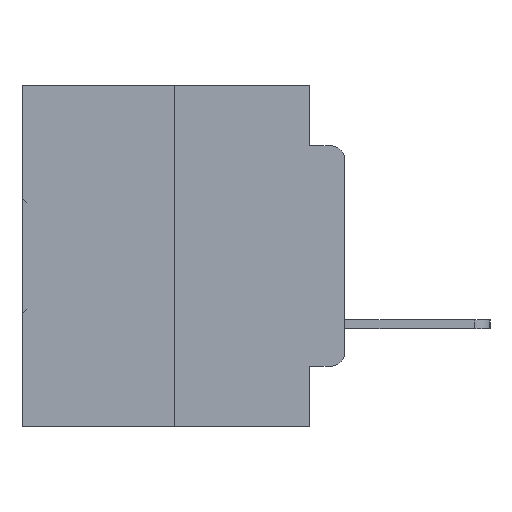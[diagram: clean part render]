
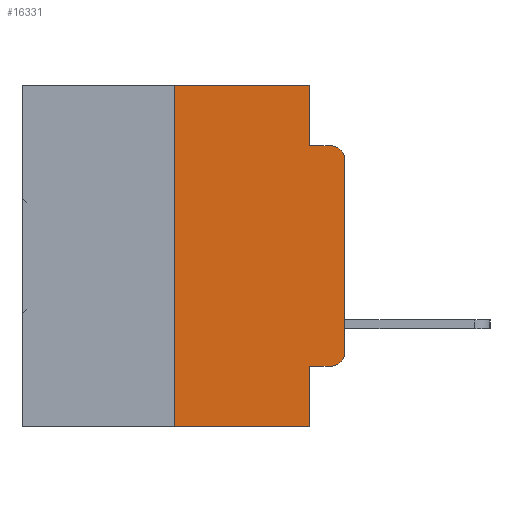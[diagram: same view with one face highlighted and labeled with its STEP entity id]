
A CAD part, left-side view. The second image highlights one B-rep face of the part: STEP entity #16331.
In plain terms, the highlighted planar face has unit normal (-1, 0, 0).
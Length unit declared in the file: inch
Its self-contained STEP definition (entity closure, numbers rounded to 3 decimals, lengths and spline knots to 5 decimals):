
#414 = VECTOR ( 'NONE', #22892, 39.37008 ) ;
#508 = VERTEX_POINT ( 'NONE', #7205 ) ;
#1471 = VERTEX_POINT ( 'NONE', #16957 ) ;
#2971 = EDGE_CURVE ( 'NONE', #11037, #3393, #13615, .T. ) ;
#3172 = CARTESIAN_POINT ( 'NONE',  ( 0., 0.051, -0.0885 ) ) ;
#3393 = VERTEX_POINT ( 'NONE', #12994 ) ;
#3475 = EDGE_CURVE ( 'NONE', #5011, #28851, #7042, .T. ) ;
#3906 = EDGE_CURVE ( 'NONE', #5011, #11943, #27685, .T. ) ;
#3952 = DIRECTION ( 'NONE',  ( -1., 0., 0. ) ) ;
#5011 = VERTEX_POINT ( 'NONE', #24375 ) ;
#5547 = CARTESIAN_POINT ( 'NONE',  ( 0., 0.051, -0.0885 ) ) ;
#6090 = ORIENTED_EDGE ( 'NONE', *, *, #27318, .F. ) ;
#6289 = AXIS2_PLACEMENT_3D ( 'NONE', #18536, #3952, #20928 ) ;
#6530 = LINE ( 'NONE', #18817, #19397 ) ;
#6665 = DIRECTION ( 'NONE',  ( 0., 0., -1. ) ) ;
#6730 = DIRECTION ( 'NONE',  ( 0., 0., 1. ) ) ;
#6963 = CARTESIAN_POINT ( 'NONE',  ( 0., 0.051, -0.5 ) ) ;
#7042 = LINE ( 'NONE', #20397, #31012 ) ;
#7205 = CARTESIAN_POINT ( 'NONE',  ( 0., 0.02, -0.0885 ) ) ;
#7954 = DIRECTION ( 'NONE',  ( 0., -1., 0. ) ) ;
#8060 = ORIENTED_EDGE ( 'NONE', *, *, #12979, .F. ) ;
#8123 = DIRECTION ( 'NONE',  ( 1., 0., 0. ) ) ;
#8992 = ORIENTED_EDGE ( 'NONE', *, *, #20381, .F. ) ;
#9427 = ORIENTED_EDGE ( 'NONE', *, *, #2971, .F. ) ;
#9698 = EDGE_CURVE ( 'NONE', #11510, #508, #20611, .T. ) ;
#9727 = FACE_OUTER_BOUND ( 'NONE', #14439, .T. ) ;
#11037 = VERTEX_POINT ( 'NONE', #25813 ) ;
#11112 = VECTOR ( 'NONE', #7954, 39.37008 ) ;
#11136 = AXIS2_PLACEMENT_3D ( 'NONE', #13645, #30242, #16027 ) ;
#11403 = EDGE_CURVE ( 'NONE', #13235, #28851, #17497, .T. ) ;
#11510 = VERTEX_POINT ( 'NONE', #15606 ) ;
#11943 = VERTEX_POINT ( 'NONE', #17457 ) ;
#12979 = EDGE_CURVE ( 'NONE', #14763, #508, #25578, .T. ) ;
#12994 = CARTESIAN_POINT ( 'NONE',  ( 0., 0.051, 0. ) ) ;
#13235 = VERTEX_POINT ( 'NONE', #13915 ) ;
#13342 = CARTESIAN_POINT ( 'NONE',  ( 0., 0.473, 0. ) ) ;
#13615 = LINE ( 'NONE', #13342, #414 ) ;
#13645 = CARTESIAN_POINT ( 'NONE',  ( 0., 0.02, -0.1085 ) ) ;
#13915 = CARTESIAN_POINT ( 'NONE',  ( 0., 0.25, -0.5 ) ) ;
#14294 = VECTOR ( 'NONE', #14629, 39.37008 ) ;
#14393 = EDGE_CURVE ( 'NONE', #11943, #1471, #28083, .T. ) ;
#14439 = EDGE_LOOP ( 'NONE', ( #22175, #18477, #8060, #6090, #9427, #8992, #22946, #18450, #19912, #28421 ) ) ;
#14524 = CARTESIAN_POINT ( 'NONE',  ( 0., 0.051, -0.4115 ) ) ;
#14629 = DIRECTION ( 'NONE',  ( 0., -1., 0. ) ) ;
#14763 = VERTEX_POINT ( 'NONE', #5547 ) ;
#15183 = CARTESIAN_POINT ( 'NONE',  ( 0., 0.473, -0.5 ) ) ;
#15606 = CARTESIAN_POINT ( 'NONE',  ( 0., 0., -0.1085 ) ) ;
#16027 = DIRECTION ( 'NONE',  ( 0., 0., -1. ) ) ;
#16331 = ADVANCED_FACE ( 'NONE', ( #9727 ), #22513, .F. ) ;
#16725 = VECTOR ( 'NONE', #27159, 39.37008 ) ;
#16957 = CARTESIAN_POINT ( 'NONE',  ( 0., 0., -0.3915 ) ) ;
#17457 = CARTESIAN_POINT ( 'NONE',  ( 0., 0.02, -0.4115 ) ) ;
#17497 = LINE ( 'NONE', #15183, #11112 ) ;
#18450 = ORIENTED_EDGE ( 'NONE', *, *, #3475, .F. ) ;
#18477 = ORIENTED_EDGE ( 'NONE', *, *, #9698, .T. ) ;
#18536 = CARTESIAN_POINT ( 'NONE',  ( 0., 0.02, -0.3915 ) ) ;
#18817 = CARTESIAN_POINT ( 'NONE',  ( 0., 0.25, 0. ) ) ;
#19397 = VECTOR ( 'NONE', #6730, 39.37008 ) ;
#19912 = ORIENTED_EDGE ( 'NONE', *, *, #3906, .T. ) ;
#20166 = DIRECTION ( 'NONE',  ( 0., -1., 0. ) ) ;
#20381 = EDGE_CURVE ( 'NONE', #13235, #11037, #6530, .T. ) ;
#20397 = CARTESIAN_POINT ( 'NONE',  ( 0., 0.051, 0. ) ) ;
#20611 = CIRCLE ( 'NONE', #11136, 0.02 ) ;
#20910 = VECTOR ( 'NONE', #6665, 39.37008 ) ;
#20928 = DIRECTION ( 'NONE',  ( 0., 0., -1. ) ) ;
#21147 = CARTESIAN_POINT ( 'NONE',  ( 0., 0.051, 0. ) ) ;
#21546 = EDGE_CURVE ( 'NONE', #1471, #11510, #29350, .T. ) ;
#22175 = ORIENTED_EDGE ( 'NONE', *, *, #21546, .T. ) ;
#22384 = CARTESIAN_POINT ( 'NONE',  ( 0., 0., 0. ) ) ;
#22513 = PLANE ( 'NONE',  #30441 ) ;
#22746 = DIRECTION ( 'NONE',  ( 0., 0., -1. ) ) ;
#22892 = DIRECTION ( 'NONE',  ( 0., -1., 0. ) ) ;
#22946 = ORIENTED_EDGE ( 'NONE', *, *, #11403, .T. ) ;
#24375 = CARTESIAN_POINT ( 'NONE',  ( 0., 0.051, -0.4115 ) ) ;
#24778 = CARTESIAN_POINT ( 'NONE',  ( 0., 0.473, 0. ) ) ;
#24873 = DIRECTION ( 'NONE',  ( 0., 0., -1. ) ) ;
#25578 = LINE ( 'NONE', #3172, #29643 ) ;
#25813 = CARTESIAN_POINT ( 'NONE',  ( 0., 0.25, 0. ) ) ;
#27159 = DIRECTION ( 'NONE',  ( 0., 0., 1. ) ) ;
#27199 = LINE ( 'NONE', #21147, #20910 ) ;
#27318 = EDGE_CURVE ( 'NONE', #3393, #14763, #27199, .T. ) ;
#27685 = LINE ( 'NONE', #14524, #14294 ) ;
#28083 = CIRCLE ( 'NONE', #6289, 0.02 ) ;
#28421 = ORIENTED_EDGE ( 'NONE', *, *, #14393, .T. ) ;
#28851 = VERTEX_POINT ( 'NONE', #6963 ) ;
#29350 = LINE ( 'NONE', #22384, #16725 ) ;
#29643 = VECTOR ( 'NONE', #20166, 39.37008 ) ;
#30242 = DIRECTION ( 'NONE',  ( -1., 0., 0. ) ) ;
#30441 = AXIS2_PLACEMENT_3D ( 'NONE', #24778, #8123, #24873 ) ;
#31012 = VECTOR ( 'NONE', #22746, 39.37008 ) ;
